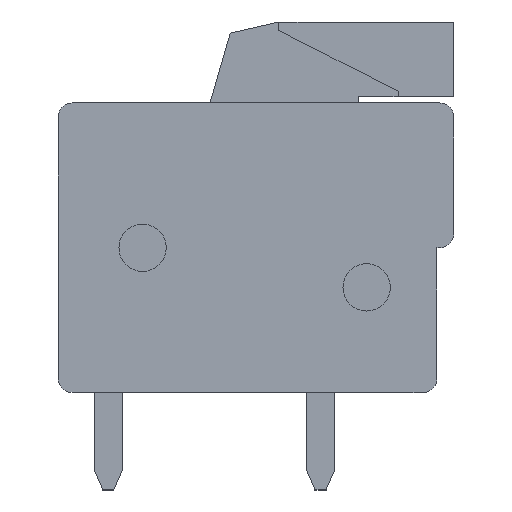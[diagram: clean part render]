
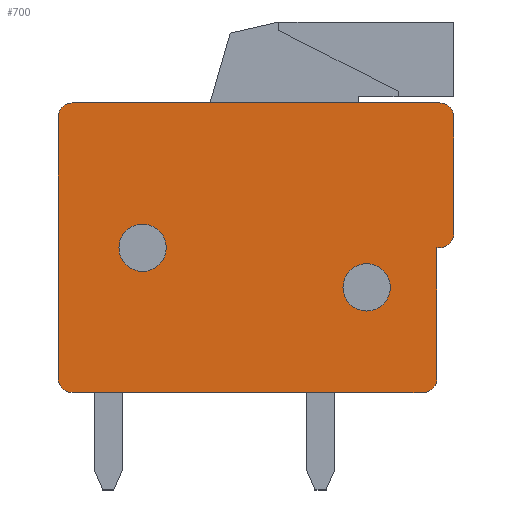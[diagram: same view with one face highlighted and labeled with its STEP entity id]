
A CAD part, left-side view. The second image highlights one B-rep face of the part: STEP entity #700.
In plain terms, the highlighted planar face has unit normal (-1, 0, 0).
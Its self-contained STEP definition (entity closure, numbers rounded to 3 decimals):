
#700 = ADVANCED_FACE( '', ( #1363, #1364, #1365 ), #1366, .T. );
#1363 = FACE_BOUND( '', #2025, .T. );
#1364 = FACE_OUTER_BOUND( '', #2026, .T. );
#1365 = FACE_BOUND( '', #2027, .T. );
#1366 = PLANE( '', #2028 );
#2025 = EDGE_LOOP( '', ( #3674 ) );
#2026 = EDGE_LOOP( '', ( #3675, #3676, #3677, #3678, #3679, #3680, #3681, #3682, #3683, #3684, #3685 ) );
#2027 = EDGE_LOOP( '', ( #3686 ) );
#2028 = AXIS2_PLACEMENT_3D( '', #3687, #3688, #3689 );
#3674 = ORIENTED_EDGE( '', *, *, #4697, .T. );
#3675 = ORIENTED_EDGE( '', *, *, #4098, .T. );
#3676 = ORIENTED_EDGE( '', *, *, #4624, .T. );
#3677 = ORIENTED_EDGE( '', *, *, #4629, .T. );
#3678 = ORIENTED_EDGE( '', *, *, #4649, .T. );
#3679 = ORIENTED_EDGE( '', *, *, #4712, .T. );
#3680 = ORIENTED_EDGE( '', *, *, #4347, .T. );
#3681 = ORIENTED_EDGE( '', *, *, #4248, .T. );
#3682 = ORIENTED_EDGE( '', *, *, #4256, .T. );
#3683 = ORIENTED_EDGE( '', *, *, #4498, .T. );
#3684 = ORIENTED_EDGE( '', *, *, #4102, .T. );
#3685 = ORIENTED_EDGE( '', *, *, #4642, .T. );
#3686 = ORIENTED_EDGE( '', *, *, #4713, .T. );
#3687 = CARTESIAN_POINT( '', ( -2.5, 0., 0. ) );
#3688 = DIRECTION( '', ( -1., 0., 0. ) );
#3689 = DIRECTION( '', ( 0., 0., 1. ) );
#4098 = EDGE_CURVE( '', #4883, #4881, #4884, .T. );
#4102 = EDGE_CURVE( '', #4889, #4887, #4890, .T. );
#4248 = EDGE_CURVE( '', #5144, #5142, #5145, .T. );
#4256 = EDGE_CURVE( '', #5142, #5154, #5156, .T. );
#4347 = EDGE_CURVE( '', #5304, #5144, #5305, .T. );
#4498 = EDGE_CURVE( '', #5154, #4889, #5529, .T. );
#4624 = EDGE_CURVE( '', #4881, #5694, #5696, .T. );
#4629 = EDGE_CURVE( '', #5694, #5701, #5702, .T. );
#4642 = EDGE_CURVE( '', #4887, #4883, #5716, .T. );
#4649 = EDGE_CURVE( '', #5701, #5722, #5724, .T. );
#4697 = EDGE_CURVE( '', #5783, #5783, #5784, .T. );
#4712 = EDGE_CURVE( '', #5722, #5304, #5799, .T. );
#4713 = EDGE_CURVE( '', #5800, #5800, #5801, .T. );
#4881 = VERTEX_POINT( '', #6015 );
#4883 = VERTEX_POINT( '', #6018 );
#4884 = LINE( '', #6019, #6020 );
#4887 = VERTEX_POINT( '', #6024 );
#4889 = VERTEX_POINT( '', #6027 );
#4890 = CIRCLE( '', #6028, 0.5 );
#5142 = VERTEX_POINT( '', #6381 );
#5144 = VERTEX_POINT( '', #6384 );
#5145 = LINE( '', #6385, #6386 );
#5154 = VERTEX_POINT( '', #6399 );
#5156 = CIRCLE( '', #6402, 0.5 );
#5304 = VERTEX_POINT( '', #6616 );
#5305 = CIRCLE( '', #6617, 0.5 );
#5529 = LINE( '', #6939, #6940 );
#5694 = VERTEX_POINT( '', #7176 );
#5696 = CIRCLE( '', #7179, 0.5 );
#5701 = VERTEX_POINT( '', #7186 );
#5702 = LINE( '', #7187, #7188 );
#5716 = LINE( '', #7208, #7209 );
#5722 = VERTEX_POINT( '', #7216 );
#5724 = CIRCLE( '', #7219, 0.5 );
#5783 = VERTEX_POINT( '', #7299 );
#5784 = CIRCLE( '', #7300, 0.85 );
#5799 = LINE( '', #7320, #7321 );
#5800 = VERTEX_POINT( '', #7322 );
#5801 = CIRCLE( '', #7323, 0.85 );
#6015 = CARTESIAN_POINT( '', ( -2.5, -6.6, 0. ) );
#6018 = CARTESIAN_POINT( '', ( -2.5, -6.5, 0. ) );
#6019 = CARTESIAN_POINT( '', ( -2.5, -6.5, 0. ) );
#6020 = VECTOR( '', #7464, 1000. );
#6024 = CARTESIAN_POINT( '', ( -2.5, -6.5, -4.7 ) );
#6027 = CARTESIAN_POINT( '', ( -2.5, -6., -5.2 ) );
#6028 = AXIS2_PLACEMENT_3D( '', #7467, #7468, #7469 );
#6381 = CARTESIAN_POINT( '', ( -2.5, 7.1, -4.7 ) );
#6384 = CARTESIAN_POINT( '', ( -2.5, 7.1, 4.7 ) );
#6385 = CARTESIAN_POINT( '', ( -2.5, 7.1, 5.2 ) );
#6386 = VECTOR( '', #7635, 1000. );
#6399 = CARTESIAN_POINT( '', ( -2.5, 6.6, -5.2 ) );
#6402 = AXIS2_PLACEMENT_3D( '', #7641, #7642, #7643 );
#6616 = CARTESIAN_POINT( '', ( -2.5, 6.6, 5.2 ) );
#6617 = AXIS2_PLACEMENT_3D( '', #7731, #7732, #7733 );
#6939 = CARTESIAN_POINT( '', ( -2.5, 7.1, -5.2 ) );
#6940 = VECTOR( '', #7886, 1000. );
#7176 = CARTESIAN_POINT( '', ( -2.5, -7.1, 0.5 ) );
#7179 = AXIS2_PLACEMENT_3D( '', #8004, #8005, #8006 );
#7186 = CARTESIAN_POINT( '', ( -2.5, -7.1, 4.7 ) );
#7187 = CARTESIAN_POINT( '', ( -2.5, -7.1, 0. ) );
#7188 = VECTOR( '', #8009, 1000. );
#7208 = CARTESIAN_POINT( '', ( -2.5, -6.5, -5.2 ) );
#7209 = VECTOR( '', #8019, 1000. );
#7216 = CARTESIAN_POINT( '', ( -2.5, -6.6, 5.2 ) );
#7219 = AXIS2_PLACEMENT_3D( '', #8022, #8023, #8024 );
#7299 = CARTESIAN_POINT( '', ( -2.5, 3.22, 0. ) );
#7300 = AXIS2_PLACEMENT_3D( '', #8067, #8068, #8069 );
#7320 = CARTESIAN_POINT( '', ( -2.5, -7.1, 5.2 ) );
#7321 = VECTOR( '', #8075, 1000. );
#7322 = CARTESIAN_POINT( '', ( -2.5, -4.825, -1.425 ) );
#7323 = AXIS2_PLACEMENT_3D( '', #8076, #8077, #8078 );
#7464 = DIRECTION( '', ( 0., -1., 0. ) );
#7467 = CARTESIAN_POINT( '', ( -2.5, -6., -4.7 ) );
#7468 = DIRECTION( '', ( -1., 0., 0. ) );
#7469 = DIRECTION( '', ( 0., 0., 1. ) );
#7635 = DIRECTION( '', ( 0., 0., -1. ) );
#7641 = CARTESIAN_POINT( '', ( -2.5, 6.6, -4.7 ) );
#7642 = DIRECTION( '', ( -1., 0., 0. ) );
#7643 = DIRECTION( '', ( 0., 0., 1. ) );
#7731 = CARTESIAN_POINT( '', ( -2.5, 6.6, 4.7 ) );
#7732 = DIRECTION( '', ( -1., 0., 0. ) );
#7733 = DIRECTION( '', ( 0., 0., 1. ) );
#7886 = DIRECTION( '', ( 0., -1., 0. ) );
#8004 = CARTESIAN_POINT( '', ( -2.5, -6.6, 0.5 ) );
#8005 = DIRECTION( '', ( -1., 0., 0. ) );
#8006 = DIRECTION( '', ( 0., 0., 1. ) );
#8009 = DIRECTION( '', ( 0., 0., 1. ) );
#8019 = DIRECTION( '', ( 0., 0., 1. ) );
#8022 = CARTESIAN_POINT( '', ( -2.5, -6.6, 4.7 ) );
#8023 = DIRECTION( '', ( -1., 0., 0. ) );
#8024 = DIRECTION( '', ( 0., 0., 1. ) );
#8067 = CARTESIAN_POINT( '', ( -2.5, 4.07, 0. ) );
#8068 = DIRECTION( '', ( 1., 0., 0. ) );
#8069 = DIRECTION( '', ( 0., -1., 0. ) );
#8075 = DIRECTION( '', ( 0., 1., 0. ) );
#8076 = CARTESIAN_POINT( '', ( -2.5, -3.975, -1.425 ) );
#8077 = DIRECTION( '', ( 1., 0., 0. ) );
#8078 = DIRECTION( '', ( 0., -1., 0. ) );
